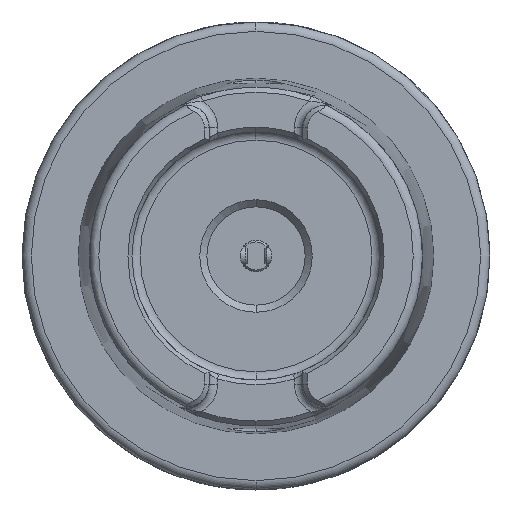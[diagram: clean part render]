
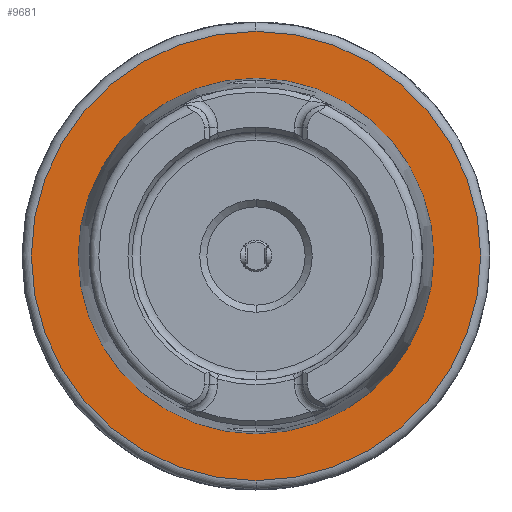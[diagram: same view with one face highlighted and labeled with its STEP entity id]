
A CAD part, left-side view. The second image highlights one B-rep face of the part: STEP entity #9681.
In plain terms, the highlighted planar face has unit normal (-1, 0, 0).
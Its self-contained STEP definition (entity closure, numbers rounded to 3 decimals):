
#880 = CARTESIAN_POINT ( 'NONE',  ( 0., 0., 48. ) ) ;
#881 = CARTESIAN_POINT ( 'NONE',  ( 0., 0., -48. ) ) ;
#882 = DIRECTION ( 'NONE',  ( 0., 0., -1. ) ) ;
#883 = DIRECTION ( 'NONE',  ( 1., 0., 0. ) ) ;
#884 = CARTESIAN_POINT ( 'NONE',  ( 0., 0., 0. ) ) ;
#885 = AXIS2_PLACEMENT_3D ( 'NONE', #884, #883, #882 ) ;
#886 = CIRCLE ( 'NONE', #885, 48. ) ;
#1333 = CARTESIAN_POINT ( 'NONE',  ( 0., 0., -38.007 ) ) ;
#1334 = DIRECTION ( 'NONE',  ( 0., 0., -1. ) ) ;
#1335 = DIRECTION ( 'NONE',  ( 1., 0., 0. ) ) ;
#1336 = CARTESIAN_POINT ( 'NONE',  ( 0., 0., 0. ) ) ;
#1337 = AXIS2_PLACEMENT_3D ( 'NONE', #1336, #1335, #1334 ) ;
#1338 = CIRCLE ( 'NONE', #1337, 38.007 ) ;
#1340 = CARTESIAN_POINT ( 'NONE',  ( 0., 0., 38.007 ) ) ;
#3941 = DIRECTION ( 'NONE',  ( 0., 0., -1. ) ) ;
#3942 = DIRECTION ( 'NONE',  ( 1., 0., 0. ) ) ;
#3943 = CARTESIAN_POINT ( 'NONE',  ( 0., 0., 0. ) ) ;
#3944 = AXIS2_PLACEMENT_3D ( 'NONE', #3943, #3942, #3941 ) ;
#3949 = CIRCLE ( 'NONE', #3944, 38.007 ) ;
#4369 = CARTESIAN_POINT ( 'NONE',  ( 0., 0., 0. ) ) ;
#4370 = AXIS2_PLACEMENT_3D ( 'NONE', #4369, #4428, #4427 ) ;
#4371 = DIRECTION ( 'NONE',  ( 0., 0., 1. ) ) ;
#4372 = DIRECTION ( 'NONE',  ( -1., 0., 0. ) ) ;
#4373 = CARTESIAN_POINT ( 'NONE',  ( 0., 38.007, 0. ) ) ;
#4374 = CIRCLE ( 'NONE', #4370, 48. ) ;
#4375 = AXIS2_PLACEMENT_3D ( 'NONE', #4373, #4372, #4371 ) ;
#4376 = PLANE ( 'NONE',  #4375 ) ;
#4377 = FACE_OUTER_BOUND ( 'NONE', #9685, .T. ) ;
#4378 = FACE_BOUND ( 'NONE', #9682, .T. ) ;
#4427 = DIRECTION ( 'NONE',  ( 0., 0., -1. ) ) ;
#4428 = DIRECTION ( 'NONE',  ( 1., 0., 0. ) ) ;
#8395 = EDGE_CURVE ( 'NONE', #8396, #8397, #886, .T. ) ;
#8396 = VERTEX_POINT ( 'NONE', #881 ) ;
#8397 = VERTEX_POINT ( 'NONE', #880 ) ;
#8544 = VERTEX_POINT ( 'NONE', #1340 ) ;
#8546 = EDGE_CURVE ( 'NONE', #8547, #8544, #1338, .T. ) ;
#8547 = VERTEX_POINT ( 'NONE', #1333 ) ;
#9513 = EDGE_CURVE ( 'NONE', #8544, #8547, #3949, .T. ) ;
#9681 = ADVANCED_FACE ( 'NONE', ( #4378, #4377 ), #4376, .T. ) ;
#9682 = EDGE_LOOP ( 'NONE', ( #9683, #9684 ) ) ;
#9683 = ORIENTED_EDGE ( 'NONE', *, *, #8546, .T. ) ;
#9684 = ORIENTED_EDGE ( 'NONE', *, *, #9513, .T. ) ;
#9685 = EDGE_LOOP ( 'NONE', ( #9686, #9687 ) ) ;
#9686 = ORIENTED_EDGE ( 'NONE', *, *, #8395, .F. ) ;
#9687 = ORIENTED_EDGE ( 'NONE', *, *, #9688, .F. ) ;
#9688 = EDGE_CURVE ( 'NONE', #8397, #8396, #4374, .T. ) ;
